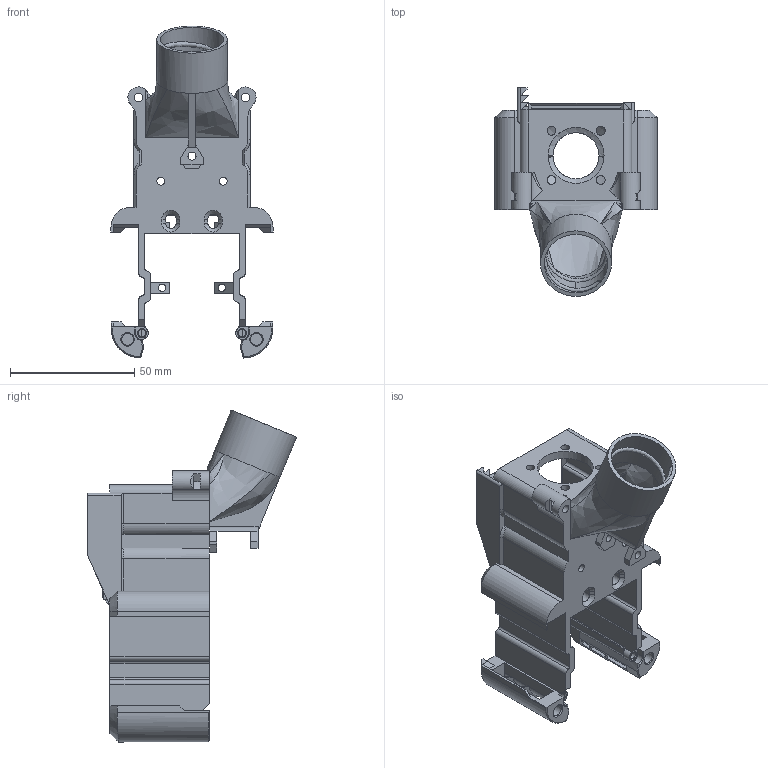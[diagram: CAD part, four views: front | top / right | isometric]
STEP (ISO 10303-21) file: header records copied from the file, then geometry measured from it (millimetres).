
FILE_DESCRIPTION(/* description */ (''),/* implementation_level */ '2;1');
FILE_NAME(/* name */ 'Pellet Burner.step',/* time_stamp */ '2025-04-02T21:22:12-07:00',/* author */ (''),/* organization */ (''),/* preprocessor_version */ 'ST-DEVELOPER v20.1',/* originating_system */ 'Autodesk Translation Framework v14.4.0.0',/* authorisation */ '');
FILE_SCHEMA (('AUTOMOTIVE_DESIGN { 1 0 10303 214 3 1 1 }'));
Length unit declared in the file: millimetre
Products named in the file (7): Pellet Burner; Toolhead; Ducts; Duct_Left; Standard (1); Duct_Right; Standard
Assembly tree (6 placements, depth 5):
  Pellet Burner
    Toolhead
      Ducts
        Duct_Left
          Standard (1)
        Duct_Right
          Standard
Bounding box: 65.2 x 84 x 133.5 mm (x, y, z)
Volume: 63314.7 mm3; surface area: 48155.6 mm2
Topology: 6 solids, 6 shells, 555 faces, 1555 edges, 1002 vertices
Faces by surface type: plane 363, cylinder 136, cone 34, bspline 18, torus 4
Full cylindrical faces by diameter (mm): 2.9 x2, 3 x4, 3.2 x2, 3.25 x3, 3.5 x8, 4.7 x2, 5.2 x2, 22.5 x1, 25.5 x2, 28.5 x1
Entity records: 19215 total; most frequent: CARTESIAN_POINT 4617, ORIENTED_EDGE 3098, DIRECTION 2909, EDGE_CURVE 1549, LINE 1071, VECTOR 1071, VERTEX_POINT 1001, AXIS2_PLACEMENT_3D 919
